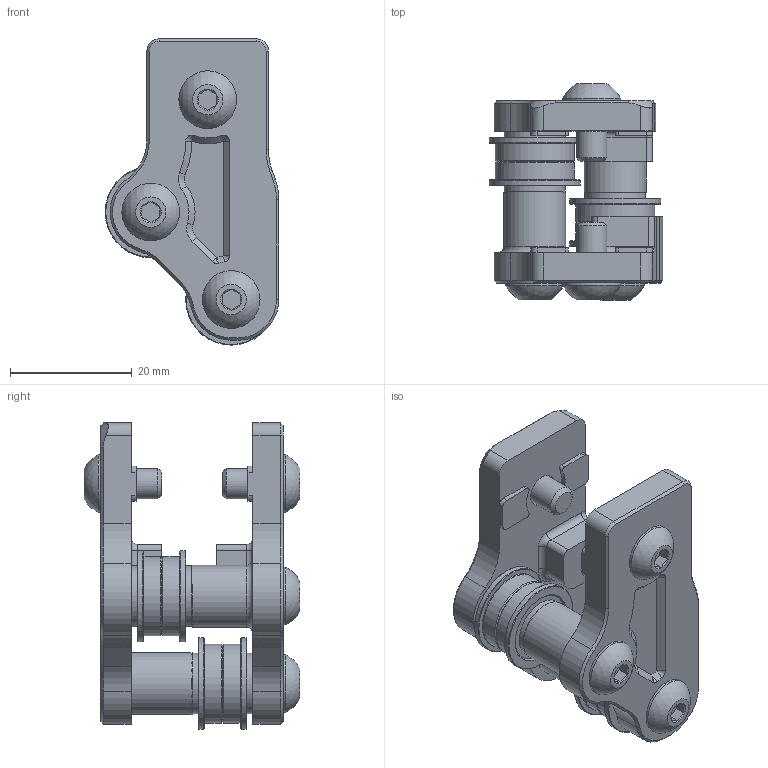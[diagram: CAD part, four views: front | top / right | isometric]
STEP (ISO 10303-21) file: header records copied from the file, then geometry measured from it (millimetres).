
FILE_DESCRIPTION(/* description */ (''),/* implementation_level */ '2;1');
FILE_NAME(/* name */ 'XZ Block - Left.stp',/* time_stamp */ '2024-08-17T16:12:25-06:00',/* author */ ('PC'),/* organization */ (''),/* preprocessor_version */ 'ST-DEVELOPER v20',/* originating_system */ 'Autodesk Inventor 2025',/* authorisation */ '');
FILE_SCHEMA (('AUTOMOTIVE_DESIGN { 1 0 10303 214 3 1 1 }'));
Length unit declared in the file: millimetre
Products named in the file (9): XZ Block - Left; Idler Pulley Assembly v3; Idler Pulley Assembly v3 (1); F695-2RS v1 (1); F695-2RS v1 (2); M5 1mm Spacer; M5x30 BHCS (1); M5x10 BHCS (16); Pieza478
Assembly tree (15 placements, depth 3):
  XZ Block - Left
    Idler Pulley Assembly v3
      F695-2RS v1 (1)
      F695-2RS v1 (2)
      M5 1mm Spacer  x2
    Idler Pulley Assembly v3 (1)
      F695-2RS v1 (1)
      F695-2RS v1 (2)
      M5 1mm Spacer  x2
    M5x30 BHCS (1)  x2
    M5x10 BHCS (16)  x2
    Pieza478
Bounding box: 28.58 x 35.5 x 50.38 mm (x, y, z)
Volume: 15420.7 mm3; surface area: 11804.9 mm2
Topology: 14 solids, 14 shells, 377 faces, 848 edges, 531 vertices
Faces by surface type: cylinder 132, plane 128, cone 100, torus 9, sphere 4, bspline 4
Full cylindrical faces by diameter (mm): 4.434 x11, 5 x8, 5.12 x10, 5.4 x9, 6.5 x8, 9.5 x4, 10 x4, 10.2 x2, 11.5 x8, 13 x4, 15 x4
Entity records: 19624 total; most frequent: CARTESIAN_POINT 12688, DIRECTION 1406, ORIENTED_EDGE 1350, EDGE_CURVE 675, AXIS2_PLACEMENT_3D 552, VERTEX_POINT 432, EDGE_LOOP 315, LINE 302
